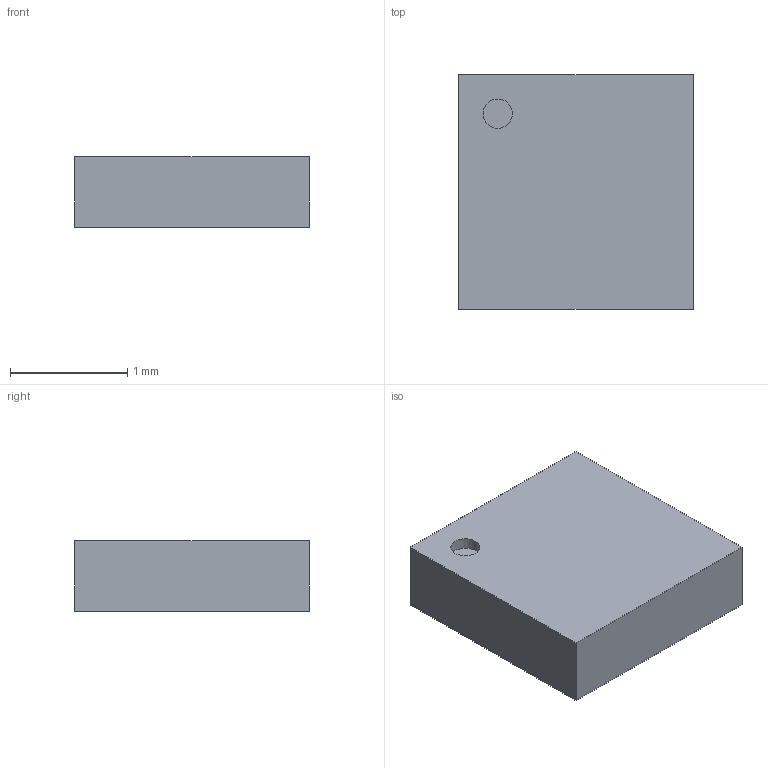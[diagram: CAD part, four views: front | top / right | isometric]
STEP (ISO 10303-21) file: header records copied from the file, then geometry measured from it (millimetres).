
FILE_DESCRIPTION(('Open CASCADE Model'),'2;1');
FILE_NAME('Open CASCADE Shape Model','2025-07-31T19:24:16',('Author'),( 'Open CASCADE'),'Open CASCADE STEP processor 7.5','Open CASCADE 7.5' ,'Unknown');
FILE_SCHEMA(('AUTOMOTIVE_DESIGN { 1 0 10303 214 1 1 1 1 }'));
Length unit declared in the file: millimetre
Products named in the file (8): PCB; Designator1; 7287613536; Open CASCADE STEP translator 7.5 2.1; Body; Open CASCADE STEP translator 7.5 2.2.1; Thermal Shape; Pin Shape
Assembly tree (19 placements, depth 4):
  PCB
  Designator1
    7287613536
      Open CASCADE STEP translator 7.5 2.1
      Body
        Open CASCADE STEP translator 7.5 2.2.1
      Thermal Shape
      Pin Shape  x14
Bounding box: 2 x 2 x 0.6 mm (x, y, z)
Volume: 2.4 mm3; surface area: 15.8 mm2
Topology: 16 solids, 17 shells, 100 faces, 199 edges, 133 vertices
Faces by surface type: plane 99, cylinder 1
Full cylindrical faces by diameter (mm): 0.25 x1
Entity records: 828 total; most frequent: DIRECTION 130, CARTESIAN_POINT 114, ORIENTED_EDGE 85, AXIS2_PLACEMENT_3D 45, EDGE_CURVE 43, LINE 40, VECTOR 40, VERTEX_POINT 29
